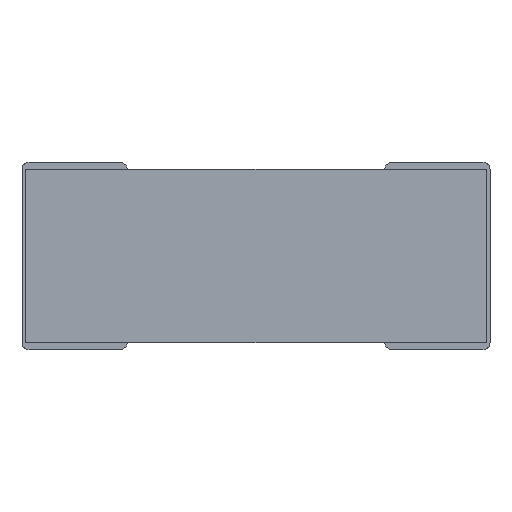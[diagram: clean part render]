
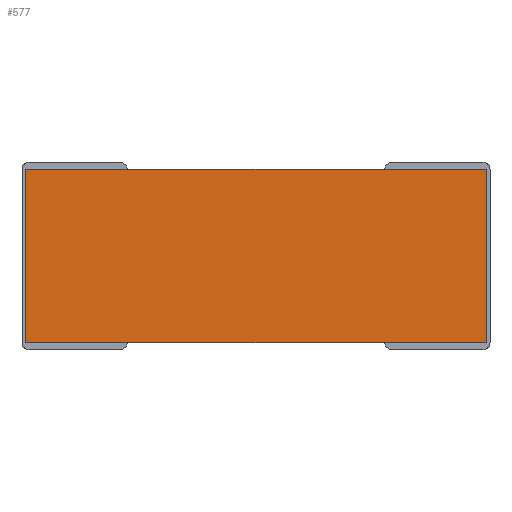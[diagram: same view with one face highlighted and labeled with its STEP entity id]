
A CAD part, front view. The second image highlights one B-rep face of the part: STEP entity #577.
In plain terms, the highlighted planar face has unit normal (0, -1, 0).
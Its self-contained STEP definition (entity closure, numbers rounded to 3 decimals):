
#12=DIRECTION('',(0.,0.,1.));
#96=VECTOR('',#12,1.);
#288=CARTESIAN_POINT('',(0.985,-0.635,0.03));
#290=DIRECTION('',(0.,1.,0.));
#296=VECTOR('',#297,1.);
#297=DIRECTION('',(1.,0.,0.));
#303=CARTESIAN_POINT('',(-0.985,-0.635,0.03));
#328=VERTEX_POINT('',#303);
#330=EDGE_CURVE('',#328,#331,#332,.T.);
#331=VERTEX_POINT('',#288);
#332=LINE('',#303,#296);
#350=CARTESIAN_POINT('',(0.985,-0.635,0.77));
#370=CARTESIAN_POINT('',(-0.985,-0.635,0.77));
#391=VERTEX_POINT('',#370);
#392=ORIENTED_EDGE('',*,*,#393,.T.);
#393=EDGE_CURVE('',#391,#394,#395,.T.);
#394=VERTEX_POINT('',#350);
#395=LINE('',#370,#296);
#483=ORIENTED_EDGE('',*,*,#484,.F.);
#484=EDGE_CURVE('',#331,#394,#485,.T.);
#485=LINE('',#288,#96);
#577=ADVANCED_FACE('',(#578),#584,.F.);
#578=FACE_BOUND('',#579,.F.);
#579=EDGE_LOOP('',(#580,#581,#392,#483));
#580=ORIENTED_EDGE('',*,*,#330,.F.);
#581=ORIENTED_EDGE('',*,*,#582,.T.);
#582=EDGE_CURVE('',#328,#391,#583,.T.);
#583=LINE('',#303,#96);
#584=PLANE('',#585);
#585=AXIS2_PLACEMENT_3D('',#303,#290,#12);
